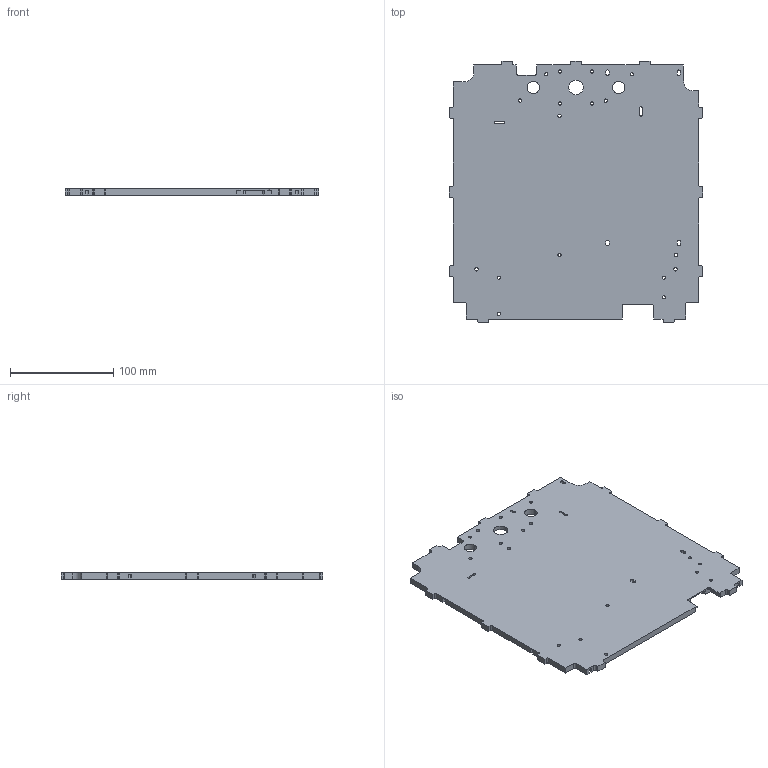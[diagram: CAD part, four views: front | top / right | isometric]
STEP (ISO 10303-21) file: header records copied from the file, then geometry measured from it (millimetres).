
FILE_DESCRIPTION (( 'STEP AP203' ), '1' );
FILE_NAME ('1714-01.STEP', '2014-11-21T15:56:08', ( '' ), ( '' ), 'SwSTEP 2.0', 'SolidWorks 2014', '' );
FILE_SCHEMA (( 'CONFIG_CONTROL_DESIGN' ));
Length unit declared in the file: millimetre
Products named in the file (1): 1714-01
Bounding box: 245.6 x 253.9 x 6 mm (x, y, z)
Volume: 335919.7 mm3; surface area: 123929.1 mm2
Topology: 1 solids, 1 shells, 307 faces, 891 edges, 594 vertices
Faces by surface type: plane 156, cylinder 151
Entity records: 10388 total; most frequent: DIRECTION 1809, CARTESIAN_POINT 1793, ORIENTED_EDGE 1782, EDGE_CURVE 891, AXIS2_PLACEMENT_3D 610, VERTEX_POINT 594, LINE 589, VECTOR 589
